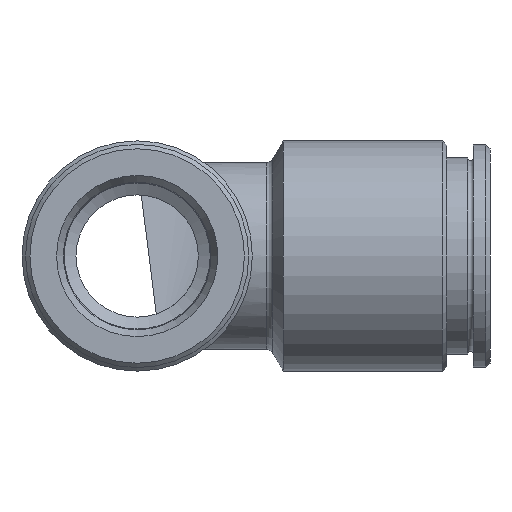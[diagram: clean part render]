
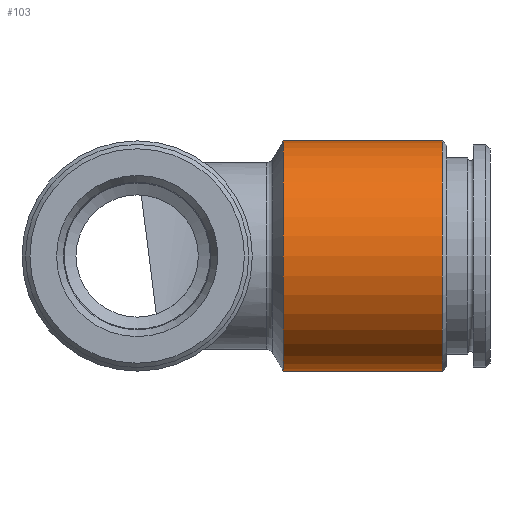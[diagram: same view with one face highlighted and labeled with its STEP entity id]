
A CAD part, left-side view. The second image highlights one B-rep face of the part: STEP entity #103.
In plain terms, the highlighted cylindrical face has radius 8 mm (diameter 16 mm), a full revolution.
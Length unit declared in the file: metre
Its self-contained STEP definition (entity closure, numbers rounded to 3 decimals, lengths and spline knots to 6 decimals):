
#103 = ADVANCED_FACE( 'NONE', ( #250, #251 ), #252, .T. );
#250 = FACE_OUTER_BOUND( '', #545, .T. );
#251 = FACE_OUTER_BOUND( '', #546, .T. );
#252 = CYLINDRICAL_SURFACE( '', #547, 0.008 );
#545 = EDGE_LOOP( '', ( #861 ) );
#546 = EDGE_LOOP( '', ( #862 ) );
#547 = AXIS2_PLACEMENT_3D( '', #863, #864, #865 );
#861 = ORIENTED_EDGE( '', *, *, #1121, .T. );
#862 = ORIENTED_EDGE( '', *, *, #1122, .T. );
#863 = CARTESIAN_POINT( '', ( 0., 0., 0. ) );
#864 = DIRECTION( '', ( 0., -1., 0. ) );
#865 = DIRECTION( '', ( 0., 0., 1. ) );
#1121 = EDGE_CURVE( 'NONE', #1248, #1248, #1249, .T. );
#1122 = EDGE_CURVE( 'NONE', #1250, #1250, #1251, .T. );
#1248 = VERTEX_POINT( '', #1492 );
#1249 = CIRCLE( '', #1493, 0.008 );
#1250 = VERTEX_POINT( '', #1494 );
#1251 = CIRCLE( '', #1495, 0.008 );
#1492 = CARTESIAN_POINT( '', ( 0.008, -0.010155, 0. ) );
#1493 = AXIS2_PLACEMENT_3D( '', #1698, #1699, #1700 );
#1494 = CARTESIAN_POINT( '', ( 0., -0.0212, 0.008 ) );
#1495 = AXIS2_PLACEMENT_3D( '', #1701, #1702, #1703 );
#1698 = CARTESIAN_POINT( '', ( 0., -0.010155, 0. ) );
#1699 = DIRECTION( '', ( 0., -1., 0. ) );
#1700 = DIRECTION( '', ( 1., 0., 0. ) );
#1701 = CARTESIAN_POINT( '', ( 0., -0.0212, 0. ) );
#1702 = DIRECTION( '', ( 0., 1., 0. ) );
#1703 = DIRECTION( '', ( 0., 0., 1. ) );
